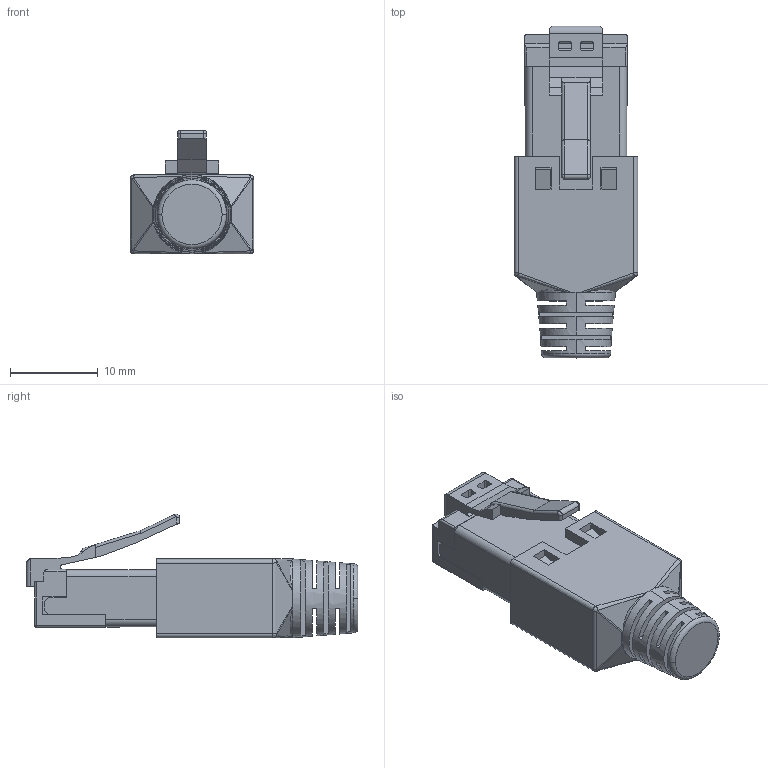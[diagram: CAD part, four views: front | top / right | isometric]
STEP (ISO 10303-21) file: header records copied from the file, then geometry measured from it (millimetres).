
FILE_DESCRIPTION(('OneSpaceDesigner STEP Export'),'2;1');
FILE_NAME('TM11AP-88PÈª.stp','2007-09-21T10:34:49',(''),(''),'OneSpace Designer STEP processor for AP214 (Solid Model)','OneSpace Modeling 15.00A 14-Mar-2007 (C) CoCreate Software GmbH','');
FILE_SCHEMA(('AUTOMOTIVE_DESIGN { 1 0 10303 214 1 1 1 1 }'));
Products named in the file (2): HOOD
Assembly tree (1 placements, depth 2):
  HOOD
    HOOD
Bounding box: 14.1 x 37.85 x 14.1 mm (x, y, z)
Volume: 3257.5 mm3; surface area: 2577.2 mm2
Topology: 1 solids, 3 shells, 496 faces, 1346 edges, 868 vertices
Faces by surface type: plane 337, cylinder 105, bspline 46, torus 4, cone 2, sphere 2
Entity records: 63032 total; most frequent: CARTESIAN_POINT 51540, ORIENTED_EDGE 2688, DIRECTION 1969, EDGE_CURVE 1344, VERTEX_POINT 868, VECTOR 853, LINE 853, AXIS2_PLACEMENT_3D 558
